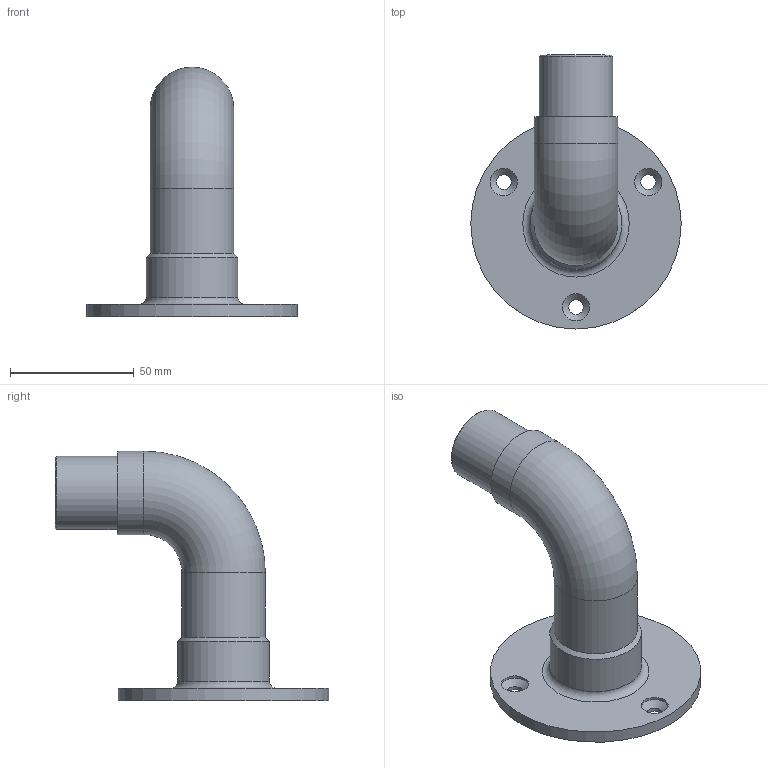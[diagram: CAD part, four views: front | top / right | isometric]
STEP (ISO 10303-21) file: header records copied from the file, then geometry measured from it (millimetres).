
FILE_DESCRIPTION (( 'STEP AP203' ), '1' );
FILE_NAME ('56091-320-33.step', '2021-11-26T08:04:33', ( '' ), ( '' ), 'SwSTEP 2.0', 'SolidWorks 2018', '' );
FILE_SCHEMA (( 'CONFIG_CONTROL_DESIGN' ));
Length unit declared in the file: millimetre
Products named in the file (2): 56091-320-33
Bounding box: 85 x 110.5 x 100.85 mm (x, y, z)
Volume: 48044.1 mm3; surface area: 38394.4 mm2
Topology: 1 solids, 1 shells, 304 faces, 799 edges, 529 vertices
Faces by surface type: bspline 142, plane 139, cylinder 15, cone 5, torus 3
Full cylindrical faces by diameter (mm): 6 x3, 11 x3, 25.6 x1, 29.6 x1, 29.7 x2, 33.7 x2, 35 x1, 37 x1, 85 x1
Entity records: 16972 total; most frequent: CARTESIAN_POINT 10355, ORIENTED_EDGE 1546, DIRECTION 849, EDGE_CURVE 773, VERTEX_POINT 526, VECTOR 457, LINE 457, EDGE_LOOP 367
